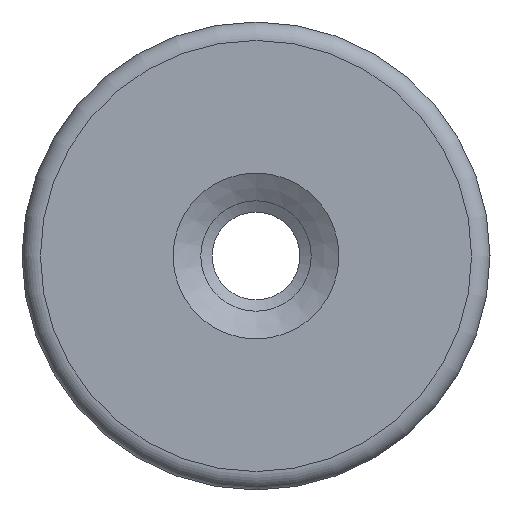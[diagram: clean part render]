
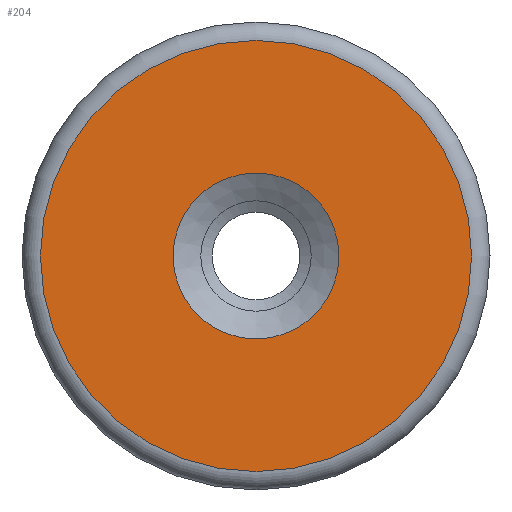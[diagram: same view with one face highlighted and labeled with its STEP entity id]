
A CAD part, left-side view. The second image highlights one B-rep face of the part: STEP entity #204.
In plain terms, the highlighted planar face has unit normal (-1, 0, 0).
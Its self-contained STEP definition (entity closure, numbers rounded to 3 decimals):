
#20=FACE_BOUND('',#67,.T.);
#22=PLANE('',#256);
#52=FACE_OUTER_BOUND('',#66,.T.);
#66=EDGE_LOOP('',(#176));
#67=EDGE_LOOP('',(#177));
#81=CIRCLE('',#248,4.5);
#82=CIRCLE('',#250,11.7);
#100=VERTEX_POINT('',#371);
#101=VERTEX_POINT('',#375);
#122=EDGE_CURVE('',#100,#100,#81,.T.);
#124=EDGE_CURVE('',#101,#101,#82,.T.);
#176=ORIENTED_EDGE('',*,*,#124,.F.);
#177=ORIENTED_EDGE('',*,*,#122,.T.);
#204=ADVANCED_FACE('',(#52,#20),#22,.T.);
#248=AXIS2_PLACEMENT_3D('',#372,#304,#305);
#250=AXIS2_PLACEMENT_3D('',#376,#309,#310);
#256=AXIS2_PLACEMENT_3D('',#386,#322,#323);
#304=DIRECTION('center_axis',(1.,0.,0.));
#305=DIRECTION('ref_axis',(0.,0.,1.));
#309=DIRECTION('center_axis',(1.,0.,0.));
#310=DIRECTION('ref_axis',(0.,-1.,0.));
#322=DIRECTION('center_axis',(-1.,0.,0.));
#323=DIRECTION('ref_axis',(0.,0.,1.));
#371=CARTESIAN_POINT('',(-160.,0.,-4.5));
#372=CARTESIAN_POINT('Origin',(-160.,0.,0.));
#375=CARTESIAN_POINT('',(-160.,0.,-11.7));
#376=CARTESIAN_POINT('Origin',(-160.,0.,0.));
#386=CARTESIAN_POINT('Origin',(-160.,0.,0.));
